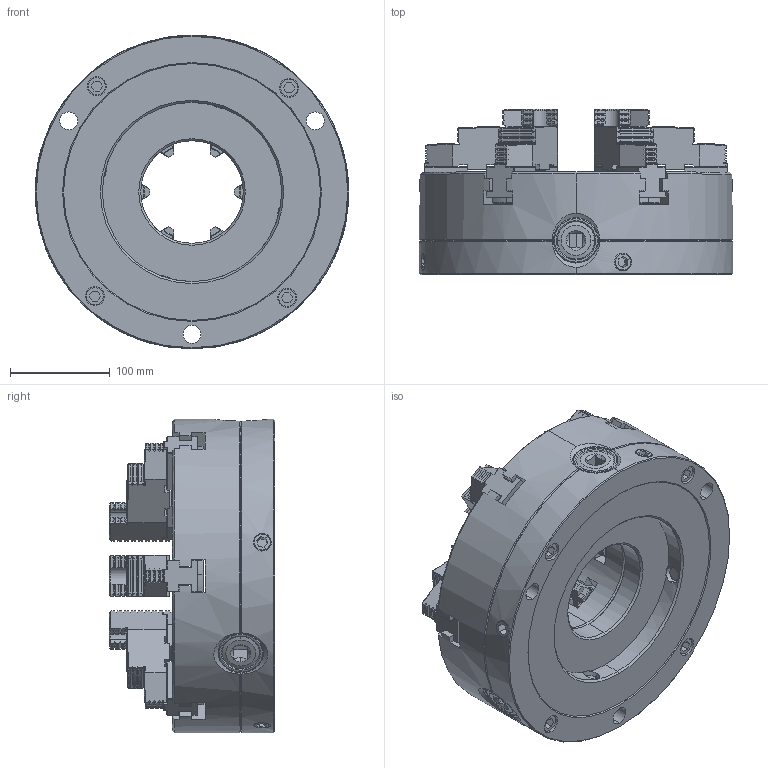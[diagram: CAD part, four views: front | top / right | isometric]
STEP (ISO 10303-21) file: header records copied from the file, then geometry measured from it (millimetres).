
FILE_DESCRIPTION (( 'STEP AP203' ), '1' );
FILE_NAME ('1-103-1200.STEP', '2024-01-10T02:23:52', ( '' ), ( '' ), 'SwSTEP 2.0', 'SolidWorks 2021', '' );
FILE_SCHEMA (( 'CONFIG_CONTROL_DESIGN' ));
Length unit declared in the file: millimetre
Products named in the file (3): part-z; A-Jaw; 1-103-1200
Assembly tree (7 placements, depth 2):
  1-103-1200
    part-z
    A-Jaw  x6
Bounding box: 315 x 166.3 x 315 mm (x, y, z)
Surface area: 633571 mm2 (no closed solid volume)
Topology: 0 solids, 40 shells, 2545 faces, 7379 edges, 4820 vertices
Faces by surface type: plane 1200, cone 715, cylinder 570, bspline 36, torus 24
Entity records: 24646 total; most frequent: CARTESIAN_POINT 6380, ORIENTED_EDGE 3728, DIRECTION 3613, EDGE_CURVE 1989, VERTEX_POINT 1300, AXIS2_PLACEMENT_3D 1267, LINE 1079, VECTOR 1079
